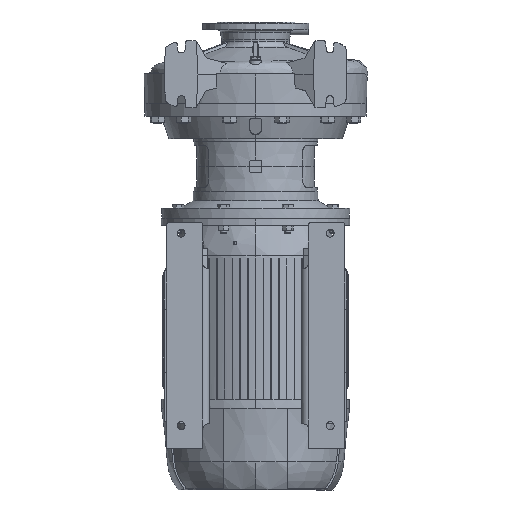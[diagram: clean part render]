
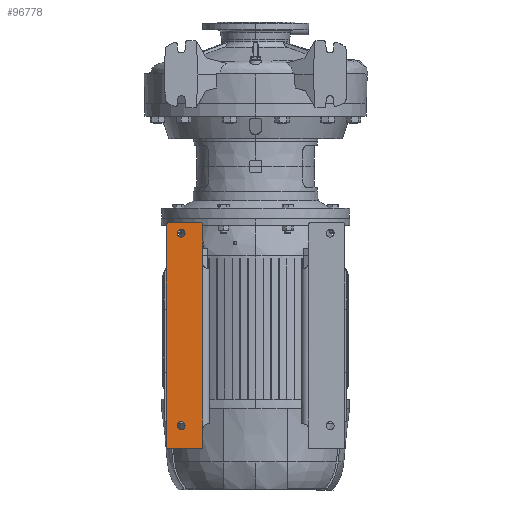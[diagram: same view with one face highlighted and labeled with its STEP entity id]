
A CAD part, front view. The second image highlights one B-rep face of the part: STEP entity #96778.
In plain terms, the highlighted face is planar.
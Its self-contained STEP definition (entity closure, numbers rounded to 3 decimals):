
#309 = CARTESIAN_POINT ( 'NONE',  ( -55., 68., 0. ) ) ;
#904 = CARTESIAN_POINT ( 'NONE',  ( -515., 77.5, 0. ) ) ;
#938 = CARTESIAN_POINT ( 'NONE',  ( -540., 98., 0. ) ) ;
#1515 = DIRECTION ( 'NONE',  ( 0., 0., -1. ) ) ;
#1889 = EDGE_CURVE ( 'NONE', #57551, #97460, #42449, .T. ) ;
#2935 = ORIENTED_EDGE ( 'NONE', *, *, #54410, .T. ) ;
#3223 = AXIS2_PLACEMENT_3D ( 'NONE', #48810, #24518, #81059 ) ;
#4892 = ORIENTED_EDGE ( 'NONE', *, *, #9649, .T. ) ;
#5950 = EDGE_CURVE ( 'NONE', #71708, #49527, #18573, .T. ) ;
#6906 = CARTESIAN_POINT ( 'NONE',  ( 54.001, 16., 0. ) ) ;
#9649 = EDGE_CURVE ( 'NONE', #86044, #36632, #65960, .T. ) ;
#10794 = EDGE_CURVE ( 'NONE', #49527, #41065, #84595, .T. ) ;
#11178 = EDGE_CURVE ( 'NONE', #25570, #49863, #77896, .T. ) ;
#11735 = VERTEX_POINT ( 'NONE', #75518 ) ;
#13898 = CARTESIAN_POINT ( 'NONE',  ( -49.5, 16., 0. ) ) ;
#13909 = ORIENTED_EDGE ( 'NONE', *, *, #33568, .T. ) ;
#14644 = DIRECTION ( 'NONE',  ( 0., 0., 1. ) ) ;
#14762 = CIRCLE ( 'NONE', #68773, 9.5 ) ;
#15053 = CIRCLE ( 'NONE', #3223, 5. ) ;
#17132 = EDGE_LOOP ( 'NONE', ( #32607, #13909, #39523, #74972, #33695, #103183, #89900, #94884, #23950, #62892 ) ) ;
#17531 = CIRCLE ( 'NONE', #22564, 9.5 ) ;
#18141 = CARTESIAN_POINT ( 'NONE',  ( -55., 58.5, 0. ) ) ;
#18573 = LINE ( 'NONE', #19627, #28633 ) ;
#18601 = DIRECTION ( 'NONE',  ( 0., 0., -1. ) ) ;
#18701 = CARTESIAN_POINT ( 'NONE',  ( 0., -11.086, 0. ) ) ;
#19627 = CARTESIAN_POINT ( 'NONE',  ( -540., -11.086, 0. ) ) ;
#20441 = AXIS2_PLACEMENT_3D ( 'NONE', #81151, #14644, #104361 ) ;
#21249 = VECTOR ( 'NONE', #87555, 1000. ) ;
#21590 = CARTESIAN_POINT ( 'NONE',  ( 54.001, 103., 0. ) ) ;
#21598 = ORIENTED_EDGE ( 'NONE', *, *, #45427, .T. ) ;
#22564 = AXIS2_PLACEMENT_3D ( 'NONE', #77344, #76816, #101046 ) ;
#22741 = EDGE_CURVE ( 'NONE', #11735, #59255, #85555, .T. ) ;
#23113 = LINE ( 'NONE', #21590, #21249 ) ;
#23950 = ORIENTED_EDGE ( 'NONE', *, *, #1889, .T. ) ;
#24293 = DIRECTION ( 'NONE',  ( -1., 0., 0. ) ) ;
#24518 = DIRECTION ( 'NONE',  ( 0., 0., -1. ) ) ;
#25570 = VERTEX_POINT ( 'NONE', #25976 ) ;
#25976 = CARTESIAN_POINT ( 'NONE',  ( 0., 21., 0. ) ) ;
#26326 = CARTESIAN_POINT ( 'NONE',  ( 54.001, -11.086, 0. ) ) ;
#26946 = CARTESIAN_POINT ( 'NONE',  ( -5., 103., 0. ) ) ;
#26981 = DIRECTION ( 'NONE',  ( 0., 1., 0. ) ) ;
#27109 = VERTEX_POINT ( 'NONE', #13898 ) ;
#27111 = LINE ( 'NONE', #18701, #29960 ) ;
#28633 = VECTOR ( 'NONE', #26981, 1000. ) ;
#28640 = VECTOR ( 'NONE', #71438, 1000. ) ;
#28867 = DIRECTION ( 'NONE',  ( 0., -1., 0. ) ) ;
#29960 = VECTOR ( 'NONE', #98390, 1000. ) ;
#30063 = CARTESIAN_POINT ( 'NONE',  ( -55., 77.5, 0. ) ) ;
#31794 = LINE ( 'NONE', #97237, #28640 ) ;
#31831 = EDGE_LOOP ( 'NONE', ( #4892, #59280 ) ) ;
#32430 = CARTESIAN_POINT ( 'NONE',  ( -535., 103., 0. ) ) ;
#32607 = ORIENTED_EDGE ( 'NONE', *, *, #11178, .T. ) ;
#33568 = EDGE_CURVE ( 'NONE', #49863, #27109, #31794, .T. ) ;
#33695 = ORIENTED_EDGE ( 'NONE', *, *, #97779, .T. ) ;
#34115 = DIRECTION ( 'NONE',  ( 0., 0., -1. ) ) ;
#35396 = AXIS2_PLACEMENT_3D ( 'NONE', #44720, #37313, #28867 ) ;
#36632 = VERTEX_POINT ( 'NONE', #904 ) ;
#36832 = CARTESIAN_POINT ( 'NONE',  ( -5., 16., 0. ) ) ;
#37313 = DIRECTION ( 'NONE',  ( 0., 0., 1. ) ) ;
#38581 = DIRECTION ( 'NONE',  ( 0., 0., -1. ) ) ;
#39016 = AXIS2_PLACEMENT_3D ( 'NONE', #43620, #34115, #75870 ) ;
#39523 = ORIENTED_EDGE ( 'NONE', *, *, #76179, .T. ) ;
#41065 = VERTEX_POINT ( 'NONE', #32430 ) ;
#41301 = VECTOR ( 'NONE', #24293, 1000. ) ;
#42449 = CIRCLE ( 'NONE', #101490, 5. ) ;
#43620 = CARTESIAN_POINT ( 'NONE',  ( -535., 98., 0. ) ) ;
#44720 = CARTESIAN_POINT ( 'NONE',  ( -515., 68., 0. ) ) ;
#45427 = EDGE_CURVE ( 'NONE', #93806, #90055, #14762, .T. ) ;
#48810 = CARTESIAN_POINT ( 'NONE',  ( -535., 21., 0. ) ) ;
#49527 = VERTEX_POINT ( 'NONE', #938 ) ;
#49863 = VERTEX_POINT ( 'NONE', #36832 ) ;
#53165 = CARTESIAN_POINT ( 'NONE',  ( -5., 21., 0. ) ) ;
#54410 = EDGE_CURVE ( 'NONE', #90055, #93806, #17531, .T. ) ;
#56503 = DIRECTION ( 'NONE',  ( -1., 0., 0. ) ) ;
#57509 = FACE_BOUND ( 'NONE', #31831, .T. ) ;
#57551 = VERTEX_POINT ( 'NONE', #26946 ) ;
#58086 = CARTESIAN_POINT ( 'NONE',  ( -515., 58.5, 0. ) ) ;
#59255 = VERTEX_POINT ( 'NONE', #103374 ) ;
#59280 = ORIENTED_EDGE ( 'NONE', *, *, #102860, .T. ) ;
#59394 = EDGE_CURVE ( 'NONE', #41065, #57551, #23113, .T. ) ;
#59612 = FACE_BOUND ( 'NONE', #68868, .T. ) ;
#60182 = CARTESIAN_POINT ( 'NONE',  ( -540., 21., 0. ) ) ;
#60215 = CARTESIAN_POINT ( 'NONE',  ( 54.001, 16., 0. ) ) ;
#62892 = ORIENTED_EDGE ( 'NONE', *, *, #73644, .T. ) ;
#65960 = CIRCLE ( 'NONE', #20441, 9.5 ) ;
#65978 = PLANE ( 'NONE',  #82477 ) ;
#67205 = DIRECTION ( 'NONE',  ( -1., 0., 0. ) ) ;
#68773 = AXIS2_PLACEMENT_3D ( 'NONE', #309, #96942, #97462 ) ;
#68868 = EDGE_LOOP ( 'NONE', ( #2935, #21598 ) ) ;
#69702 = DIRECTION ( 'NONE',  ( -1., 0., 0. ) ) ;
#71438 = DIRECTION ( 'NONE',  ( -1., 0., 0. ) ) ;
#71708 = VERTEX_POINT ( 'NONE', #60182 ) ;
#73644 = EDGE_CURVE ( 'NONE', #97460, #25570, #27111, .T. ) ;
#74075 = CARTESIAN_POINT ( 'NONE',  ( -5., 98., 0. ) ) ;
#74972 = ORIENTED_EDGE ( 'NONE', *, *, #22741, .T. ) ;
#75518 = CARTESIAN_POINT ( 'NONE',  ( -440.5, 16., 0. ) ) ;
#75870 = DIRECTION ( 'NONE',  ( 1., 0., 0. ) ) ;
#76179 = EDGE_CURVE ( 'NONE', #27109, #11735, #95078, .T. ) ;
#76816 = DIRECTION ( 'NONE',  ( 0., 0., 1. ) ) ;
#77344 = CARTESIAN_POINT ( 'NONE',  ( -55., 68., 0. ) ) ;
#77896 = CIRCLE ( 'NONE', #91336, 5. ) ;
#80951 = CIRCLE ( 'NONE', #35396, 9.5 ) ;
#81059 = DIRECTION ( 'NONE',  ( 0., -1., 0. ) ) ;
#81151 = CARTESIAN_POINT ( 'NONE',  ( -515., 68., 0. ) ) ;
#82477 = AXIS2_PLACEMENT_3D ( 'NONE', #26326, #1515, #98127 ) ;
#84595 = CIRCLE ( 'NONE', #39016, 5. ) ;
#85555 = LINE ( 'NONE', #60215, #95290 ) ;
#86044 = VERTEX_POINT ( 'NONE', #58086 ) ;
#87555 = DIRECTION ( 'NONE',  ( 1., 0., 0. ) ) ;
#89900 = ORIENTED_EDGE ( 'NONE', *, *, #10794, .T. ) ;
#90055 = VERTEX_POINT ( 'NONE', #18141 ) ;
#91336 = AXIS2_PLACEMENT_3D ( 'NONE', #53165, #38581, #56503 ) ;
#91677 = CARTESIAN_POINT ( 'NONE',  ( 0., 98., 0. ) ) ;
#91802 = FACE_OUTER_BOUND ( 'NONE', #17132, .T. ) ;
#93806 = VERTEX_POINT ( 'NONE', #30063 ) ;
#94884 = ORIENTED_EDGE ( 'NONE', *, *, #59394, .T. ) ;
#95078 = LINE ( 'NONE', #6906, #41301 ) ;
#95290 = VECTOR ( 'NONE', #69702, 1000. ) ;
#96778 = ADVANCED_FACE ( 'NONE', ( #57509, #59612, #91802 ), #65978, .T. ) ;
#96942 = DIRECTION ( 'NONE',  ( 0., 0., 1. ) ) ;
#97237 = CARTESIAN_POINT ( 'NONE',  ( 54.001, 16., 0. ) ) ;
#97460 = VERTEX_POINT ( 'NONE', #91677 ) ;
#97462 = DIRECTION ( 'NONE',  ( 0., -1., 0. ) ) ;
#97779 = EDGE_CURVE ( 'NONE', #59255, #71708, #15053, .T. ) ;
#98127 = DIRECTION ( 'NONE',  ( -1., 0., 0. ) ) ;
#98390 = DIRECTION ( 'NONE',  ( 0., -1., 0. ) ) ;
#101046 = DIRECTION ( 'NONE',  ( 0., -1., 0. ) ) ;
#101490 = AXIS2_PLACEMENT_3D ( 'NONE', #74075, #18601, #67205 ) ;
#102860 = EDGE_CURVE ( 'NONE', #36632, #86044, #80951, .T. ) ;
#103183 = ORIENTED_EDGE ( 'NONE', *, *, #5950, .T. ) ;
#103374 = CARTESIAN_POINT ( 'NONE',  ( -535., 16., 0. ) ) ;
#104361 = DIRECTION ( 'NONE',  ( 0., -1., 0. ) ) ;
